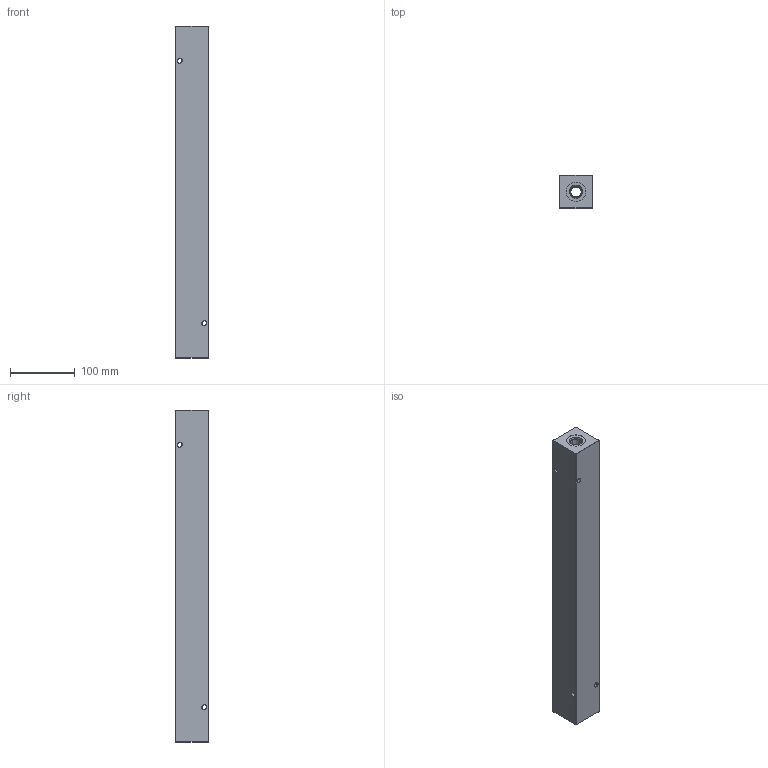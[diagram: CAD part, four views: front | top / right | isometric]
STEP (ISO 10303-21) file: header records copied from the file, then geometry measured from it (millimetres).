
FILE_DESCRIPTION (( 'STEP AP203' ), '1' );
FILE_NAME ('HM-10-90-S-8-4.STEP', '2020-11-09T21:24:20', ( '' ), ( '' ), 'SwSTEP 2.0', 'SolidWorks 2019', '' );
FILE_SCHEMA (( 'CONFIG_CONTROL_DESIGN' ));
Products named in the file (1): HM-10-90-S-8-4
Bounding box: 50.8 x 50.8 x 514.35 mm (x, y, z)
Volume: 1183054 mm3; surface area: 147415.5 mm2
Topology: 1 solids, 1 shells, 756 faces, 1856 edges, 1158 vertices
Faces by surface type: plane 259, bspline 203, cone 148, cylinder 146
Entity records: 33347 total; most frequent: CARTESIAN_POINT 16654, ORIENTED_EDGE 3712, DIRECTION 2852, EDGE_CURVE 1856, VERTEX_POINT 1158, LINE 1044, VECTOR 1044, AXIS2_PLACEMENT_3D 904
